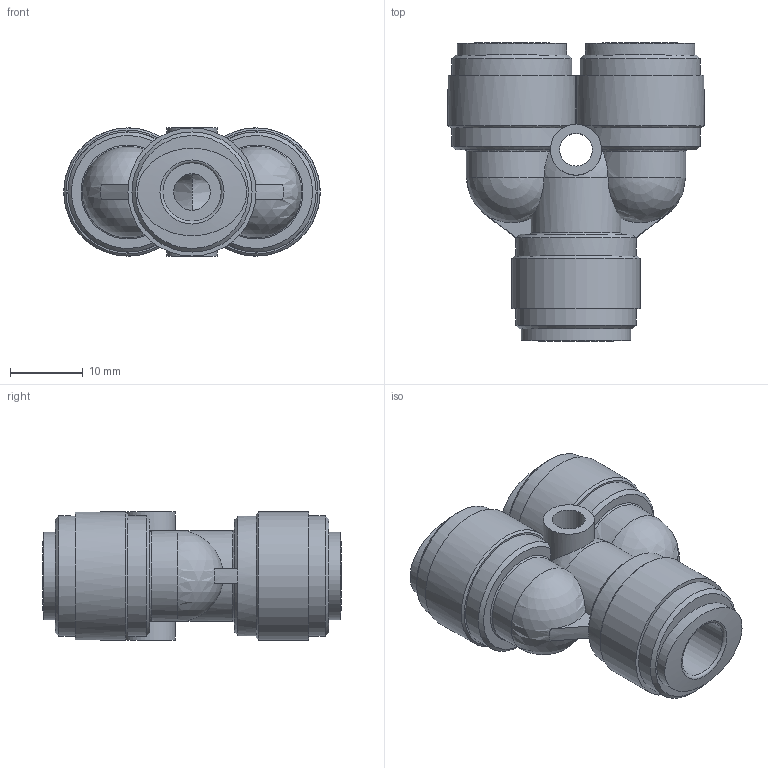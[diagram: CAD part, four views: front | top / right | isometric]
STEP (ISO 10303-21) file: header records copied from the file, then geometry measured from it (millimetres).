
FILE_DESCRIPTION((''),'2;1');
FILE_NAME('Fluidfit Products 3D Ass''HUY 0808.stp','2011-11-04T13:23:09',('Microsoft'),(''),'Autodesk Inventor 2008','Autodesk Inventor 2008','');
FILE_SCHEMA(('AUTOMOTIVE_DESIGN { 1 0 10303 214 1 1 1 1 }'));
Length unit declared in the file: millimetre
Products named in the file (1): HUY 0808
Bounding box: 35.2 x 41 x 17.6 mm (x, y, z)
Volume: 9883.8 mm3; surface area: 5913.9 mm2
Topology: 1 solids, 1 shells, 73 faces, 188 edges, 117 vertices
Faces by surface type: bspline 29, plane 17, cylinder 14, cone 7, sphere 3, torus 3
Full cylindrical faces by diameter (mm): 4.5 x1, 7 x2, 8 x2, 16.5 x3, 17.6 x1
Entity records: 3142 total; most frequent: CARTESIAN_POINT 1604, ORIENTED_EDGE 310, DIRECTION 282, EDGE_CURVE 155, AXIS2_PLACEMENT_3D 129, VERTEX_POINT 113, EDGE_LOOP 108, CIRCLE 75
